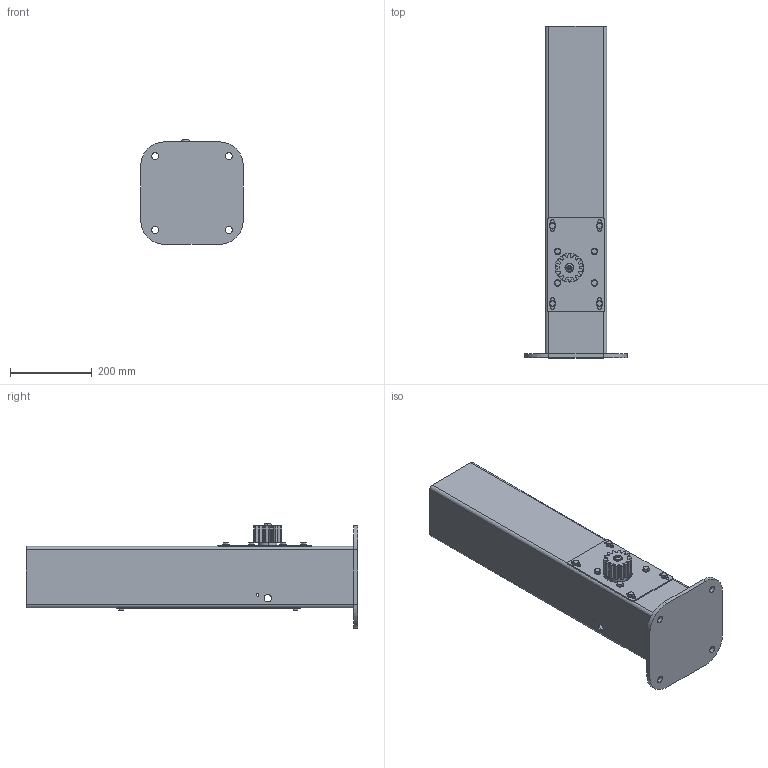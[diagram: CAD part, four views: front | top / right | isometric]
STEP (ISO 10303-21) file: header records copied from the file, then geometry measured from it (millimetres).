
FILE_DESCRIPTION (( 'STEP AP214' ), '1' );
FILE_NAME ('Stlpik-zostava.STEP', '2023-02-06T12:47:29', ( '' ), ( '' ), 'SwSTEP 2.0', 'SolidWorks 2019', '' );
FILE_SCHEMA (( 'AUTOMOTIVE_DESIGN' ));
Length unit declared in the file: millimetre
Products named in the file (11): Stlp_Default<Jako obrobenì>; SKRUTKA DIN 933 8.8 Zink._M 8 x 16; 4015_st; PODLOZKA DIN 125_PODLOZKA  6; H8_NKSL400.P2; PODLOZKA DIN 125_PODLOZKA  8; Stlpik-zostava; SKRUTKA DIN 933 8.8 Zink._M 8 x 20; SKRUTKA DIN 933 8.8 Zink._M 6 x 10; H8_NKSL400.P1; SKRUTKA 07141_M10x35
Assembly tree (29 placements, depth 2):
  Stlpik-zostava
    Stlp_Default<Jako obrobenì>
    H8_NKSL400.P1
    H8_NKSL400.P2
    PODLOZKA DIN 125_PODLOZKA  8  x8
    SKRUTKA DIN 933 8.8 Zink._M 8 x 16  x4
    SKRUTKA DIN 933 8.8 Zink._M 8 x 20  x4
    PODLOZKA DIN 125_PODLOZKA  6  x4
    SKRUTKA DIN 933 8.8 Zink._M 6 x 10  x4
    4015_st
    SKRUTKA 07141_M10x35
Bounding box: 250 x 810 x 255.4 mm (x, y, z)
Volume: 2424164.5 mm3; surface area: 1140924 mm2
Topology: 30 solids, 30 shells, 879 faces, 2312 edges, 1505 vertices
Faces by surface type: cylinder 490, plane 233, cone 118, bspline 36, torus 2
Entity records: 22435 total; most frequent: CARTESIAN_POINT 10776, ORIENTED_EDGE 2184, DIRECTION 2088, EDGE_CURVE 1092, AXIS2_PLACEMENT_3D 790, VERTEX_POINT 714, VECTOR 508, LINE 508
